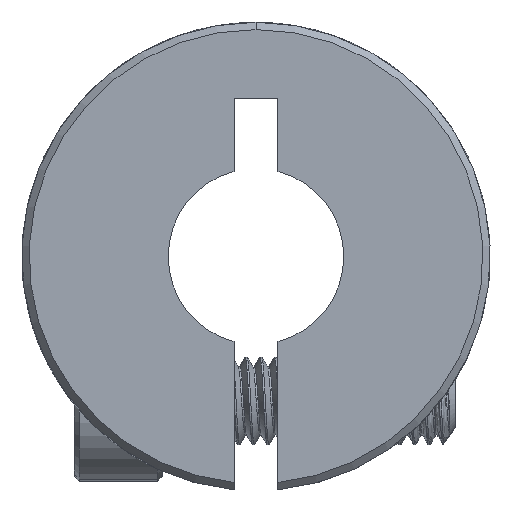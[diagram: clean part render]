
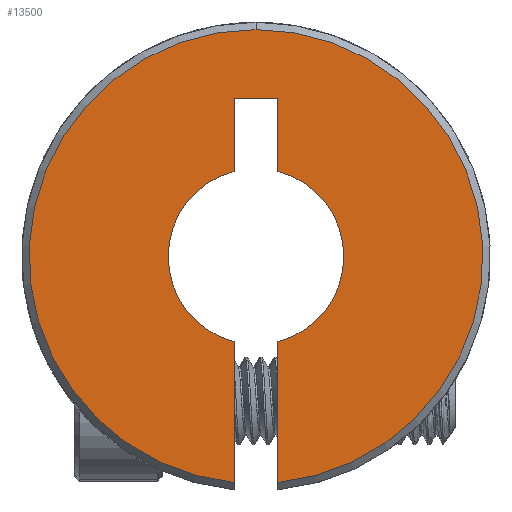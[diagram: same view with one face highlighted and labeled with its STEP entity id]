
A CAD part, front view. The second image highlights one B-rep face of the part: STEP entity #13500.
In plain terms, the highlighted planar face has unit normal (0, -1, 0).
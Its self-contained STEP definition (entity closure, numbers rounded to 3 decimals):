
#413 = CARTESIAN_POINT ( 'NONE',  ( 0., -4., 0. ) ) ;
#615 = DIRECTION ( 'NONE',  ( 0., 0., 1. ) ) ;
#899 = LINE ( 'NONE', #1987, #3815 ) ;
#944 = DIRECTION ( 'NONE',  ( 0., 1., 0. ) ) ;
#1093 = CARTESIAN_POINT ( 'NONE',  ( -0.75, -4., 2.905 ) ) ;
#1151 = CARTESIAN_POINT ( 'NONE',  ( -0.75, -4., -7.714 ) ) ;
#1590 = CIRCLE ( 'NONE', #3008, 7.75 ) ;
#1642 = LINE ( 'NONE', #8144, #5893 ) ;
#1987 = CARTESIAN_POINT ( 'NONE',  ( 0.75, -4., 0. ) ) ;
#2116 = CARTESIAN_POINT ( 'NONE',  ( 0., -4., 0. ) ) ;
#2520 = EDGE_CURVE ( 'NONE', #5760, #5786, #3449, .T. ) ;
#2565 = EDGE_CURVE ( 'NONE', #6037, #10949, #17912, .T. ) ;
#3008 = AXIS2_PLACEMENT_3D ( 'NONE', #413, #17826, #3312 ) ;
#3018 = AXIS2_PLACEMENT_3D ( 'NONE', #2116, #15073, #6508 ) ;
#3169 = AXIS2_PLACEMENT_3D ( 'NONE', #8501, #9769, #12819 ) ;
#3256 = DIRECTION ( 'NONE',  ( 0., 0., 1. ) ) ;
#3312 = DIRECTION ( 'NONE',  ( 0., 0., 1. ) ) ;
#3449 = CIRCLE ( 'NONE', #3018, 7.75 ) ;
#3725 = EDGE_CURVE ( 'NONE', #9093, #12353, #1642, .T. ) ;
#3815 = VECTOR ( 'NONE', #17886, 1000. ) ;
#4646 = EDGE_CURVE ( 'NONE', #17508, #5807, #18330, .T. ) ;
#5760 = VERTEX_POINT ( 'NONE', #10942 ) ;
#5786 = VERTEX_POINT ( 'NONE', #1151 ) ;
#5807 = VERTEX_POINT ( 'NONE', #1093 ) ;
#5893 = VECTOR ( 'NONE', #18262, 1000. ) ;
#6037 = VERTEX_POINT ( 'NONE', #8448 ) ;
#6462 = LINE ( 'NONE', #9002, #15749 ) ;
#6508 = DIRECTION ( 'NONE',  ( 0., 0., 1. ) ) ;
#7343 = VERTEX_POINT ( 'NONE', #12135 ) ;
#7373 = AXIS2_PLACEMENT_3D ( 'NONE', #16790, #944, #12446 ) ;
#7495 = CARTESIAN_POINT ( 'NONE',  ( -0.75, -4., 0. ) ) ;
#7791 = VECTOR ( 'NONE', #16239, 1000. ) ;
#7950 = EDGE_CURVE ( 'NONE', #6037, #5760, #1590, .T. ) ;
#8144 = CARTESIAN_POINT ( 'NONE',  ( 0., -4., 5.4 ) ) ;
#8154 = EDGE_CURVE ( 'NONE', #7343, #12353, #899, .T. ) ;
#8246 = ORIENTED_EDGE ( 'NONE', *, *, #3725, .T. ) ;
#8448 = CARTESIAN_POINT ( 'NONE',  ( 0.75, -4., -7.714 ) ) ;
#8471 = CARTESIAN_POINT ( 'NONE',  ( -0.75, -4., -2.905 ) ) ;
#8501 = CARTESIAN_POINT ( 'NONE',  ( 0., -4., 0. ) ) ;
#9002 = CARTESIAN_POINT ( 'NONE',  ( -0.75, -4., 0. ) ) ;
#9093 = VERTEX_POINT ( 'NONE', #15036 ) ;
#9187 = FACE_OUTER_BOUND ( 'NONE', #17524, .T. ) ;
#9245 = ORIENTED_EDGE ( 'NONE', *, *, #7950, .T. ) ;
#9357 = EDGE_CURVE ( 'NONE', #7343, #10949, #11033, .T. ) ;
#9769 = DIRECTION ( 'NONE',  ( 0., 1., 0. ) ) ;
#10281 = ORIENTED_EDGE ( 'NONE', *, *, #11991, .T. ) ;
#10559 = ORIENTED_EDGE ( 'NONE', *, *, #14460, .T. ) ;
#10651 = CARTESIAN_POINT ( 'NONE',  ( 0.75, -4., 0. ) ) ;
#10702 = CARTESIAN_POINT ( 'NONE',  ( 0., -4., 0. ) ) ;
#10819 = ORIENTED_EDGE ( 'NONE', *, *, #4646, .T. ) ;
#10942 = CARTESIAN_POINT ( 'NONE',  ( 0., -4., 7.75 ) ) ;
#10949 = VERTEX_POINT ( 'NONE', #12628 ) ;
#11033 = CIRCLE ( 'NONE', #3169, 3. ) ;
#11318 = ORIENTED_EDGE ( 'NONE', *, *, #8154, .F. ) ;
#11664 = ORIENTED_EDGE ( 'NONE', *, *, #2520, .T. ) ;
#11737 = AXIS2_PLACEMENT_3D ( 'NONE', #10702, #11910, #3256 ) ;
#11809 = VECTOR ( 'NONE', #13626, 1000. ) ;
#11910 = DIRECTION ( 'NONE',  ( 0., 1., 0. ) ) ;
#11991 = EDGE_CURVE ( 'NONE', #5786, #17508, #6462, .T. ) ;
#12135 = CARTESIAN_POINT ( 'NONE',  ( 0.75, -4., 2.905 ) ) ;
#12353 = VERTEX_POINT ( 'NONE', #13854 ) ;
#12446 = DIRECTION ( 'NONE',  ( 0., 0., 1. ) ) ;
#12628 = CARTESIAN_POINT ( 'NONE',  ( 0.75, -4., -2.905 ) ) ;
#12819 = DIRECTION ( 'NONE',  ( 0., 0., 1. ) ) ;
#13009 = LINE ( 'NONE', #7495, #7791 ) ;
#13429 = PLANE ( 'NONE',  #11737 ) ;
#13500 = ADVANCED_FACE ( 'NONE', ( #9187 ), #13429, .F. ) ;
#13626 = DIRECTION ( 'NONE',  ( 0., 0., 1. ) ) ;
#13691 = ORIENTED_EDGE ( 'NONE', *, *, #9357, .T. ) ;
#13854 = CARTESIAN_POINT ( 'NONE',  ( 0.75, -4., 5.4 ) ) ;
#14460 = EDGE_CURVE ( 'NONE', #5807, #9093, #13009, .T. ) ;
#15036 = CARTESIAN_POINT ( 'NONE',  ( -0.75, -4., 5.4 ) ) ;
#15073 = DIRECTION ( 'NONE',  ( 0., -1., 0. ) ) ;
#15749 = VECTOR ( 'NONE', #615, 1000. ) ;
#16239 = DIRECTION ( 'NONE',  ( 0., 0., 1. ) ) ;
#16790 = CARTESIAN_POINT ( 'NONE',  ( 0., -4., 0. ) ) ;
#17508 = VERTEX_POINT ( 'NONE', #8471 ) ;
#17524 = EDGE_LOOP ( 'NONE', ( #18376, #9245, #11664, #10281, #10819, #10559, #8246, #11318, #13691 ) ) ;
#17826 = DIRECTION ( 'NONE',  ( 0., -1., 0. ) ) ;
#17886 = DIRECTION ( 'NONE',  ( 0., 0., 1. ) ) ;
#17912 = LINE ( 'NONE', #10651, #11809 ) ;
#18262 = DIRECTION ( 'NONE',  ( 1., 0., 0. ) ) ;
#18330 = CIRCLE ( 'NONE', #7373, 3. ) ;
#18376 = ORIENTED_EDGE ( 'NONE', *, *, #2565, .F. ) ;
